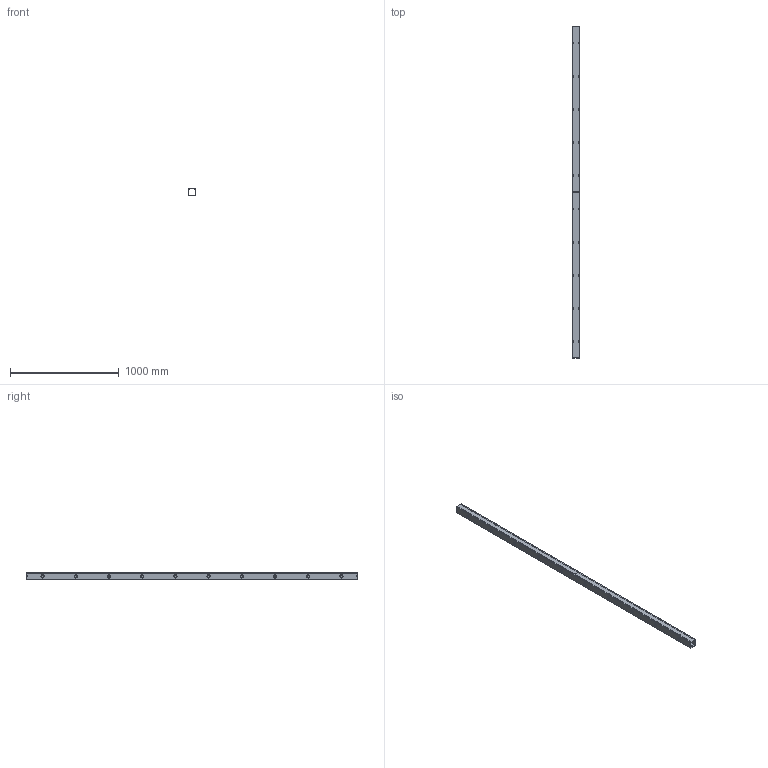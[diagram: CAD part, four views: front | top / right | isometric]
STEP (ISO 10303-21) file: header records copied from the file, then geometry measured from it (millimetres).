
FILE_DESCRIPTION (( 'STEP AP203' ), '1' );
FILE_NAME ('CWSC2120.step', '2024-04-25T14:11:43', ( '' ), ( '' ), 'SwSTEP 2.0', 'SolidWorks 2023', '' );
FILE_SCHEMA (( 'CONFIG_CONTROL_DESIGN' ));
Length unit declared in the file: metre
Products named in the file (1): CWSC2120
Bounding box: 70.05 x 3048 x 70.84 mm (x, y, z)
Volume: 1252719.9 mm3; surface area: 1725881.7 mm2
Topology: 23 solids, 23 shells, 1514 faces, 4164 edges, 2736 vertices
Faces by surface type: cylinder 720, plane 674, bspline 80, cone 40
Entity records: 52447 total; most frequent: CARTESIAN_POINT 12935, DIRECTION 8434, ORIENTED_EDGE 8328, EDGE_CURVE 4164, AXIS2_PLACEMENT_3D 3035, VERTEX_POINT 2736, LINE 2364, VECTOR 2364
